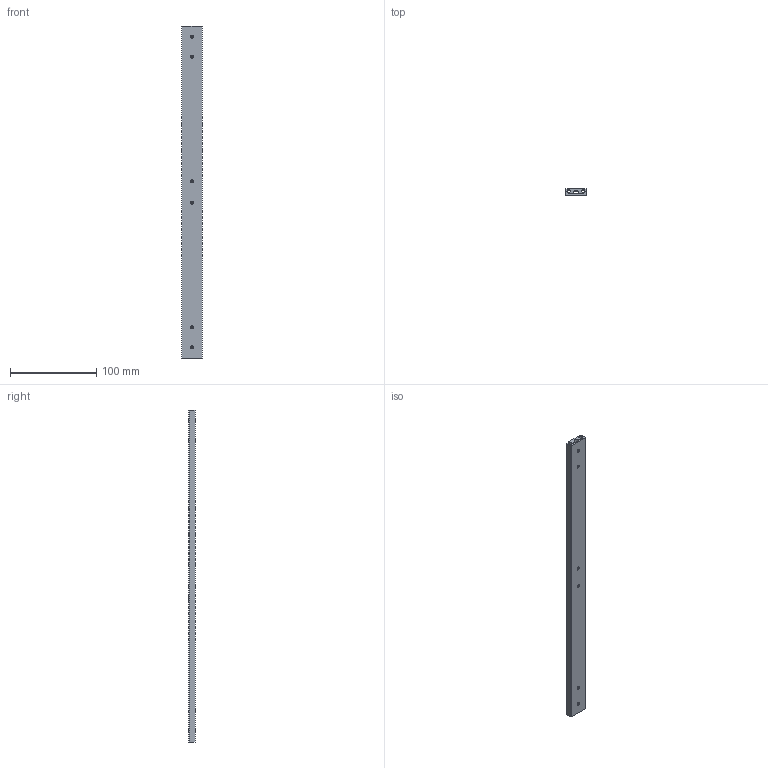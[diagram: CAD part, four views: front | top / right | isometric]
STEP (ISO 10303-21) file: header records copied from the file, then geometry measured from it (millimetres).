
FILE_DESCRIPTION (( 'STEP AP214' ), '1' );
FILE_NAME ('384mm Slide Assembly.STEP', '2021-10-25T19:27:59', ( '' ), ( '' ), 'SwSTEP 2.0', 'SolidWorks 2021', '' );
FILE_SCHEMA (( 'AUTOMOTIVE_DESIGN' ));
Length unit declared in the file: millimetre
Products named in the file (3): 384mm Slide Assembly; Slide Housing 384mm; Slide 384mm
Assembly tree (2 placements, depth 2):
  384mm Slide Assembly
    Slide 384mm
    Slide Housing 384mm
Bounding box: 24 x 7.8 x 384 mm (x, y, z)
Volume: 49395.3 mm3; surface area: 47843.3 mm2
Topology: 2 solids, 2 shells, 77 faces, 220 edges, 146 vertices
Faces by surface type: cylinder 44, plane 19, cone 14
Entity records: 3032 total; most frequent: CARTESIAN_POINT 804, DIRECTION 460, ORIENTED_EDGE 440, EDGE_CURVE 220, AXIS2_PLACEMENT_3D 178, VERTEX_POINT 146, LINE 104, VECTOR 104
